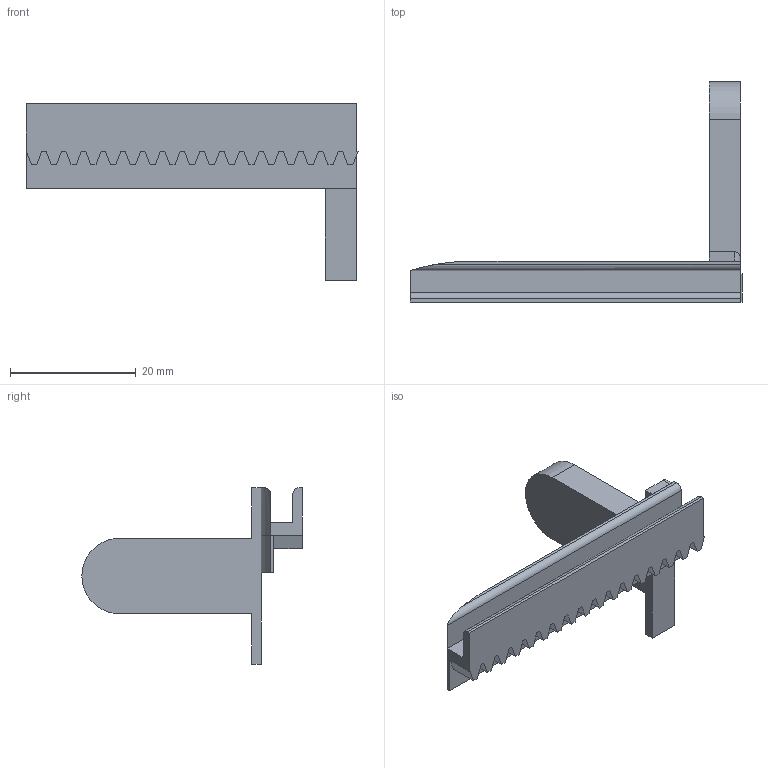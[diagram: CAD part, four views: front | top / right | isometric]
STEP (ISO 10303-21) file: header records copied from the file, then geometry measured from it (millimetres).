
FILE_DESCRIPTION (( 'STEP AP203' ), '1' );
FILE_NAME ('Hand.STEP', '2013-09-02T04:57:56', ( '' ), ( '' ), 'SwSTEP 2.0', 'SolidWorks 2013', '' );
FILE_SCHEMA (( 'CONFIG_CONTROL_DESIGN' ));
Length unit declared in the file: millimetre
Products named in the file (1): Hand
Bounding box: 52.74 x 35 x 28 mm (x, y, z)
Volume: 4116.3 mm3; surface area: 4422.4 mm2
Topology: 2 solids, 2 shells, 101 faces, 286 edges, 189 vertices
Faces by surface type: plane 94, cylinder 7
Entity records: 3297 total; most frequent: CARTESIAN_POINT 593, ORIENTED_EDGE 572, DIRECTION 499, EDGE_CURVE 286, VECTOR 273, LINE 273, VERTEX_POINT 189, AXIS2_PLACEMENT_3D 113
